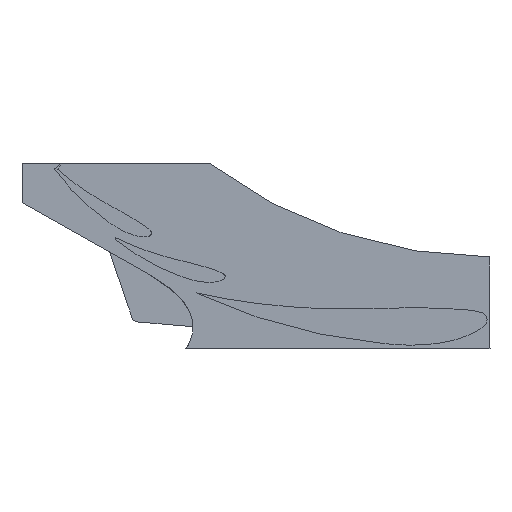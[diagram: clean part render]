
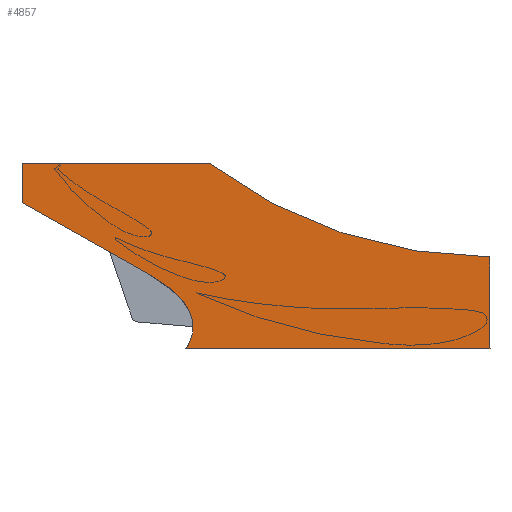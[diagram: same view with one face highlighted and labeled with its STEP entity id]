
A CAD part, front view. The second image highlights one B-rep face of the part: STEP entity #4857.
In plain terms, the highlighted planar face has unit normal (0, -1, 0).
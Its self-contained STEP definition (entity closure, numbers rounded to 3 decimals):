
#18=B_SPLINE_CURVE_WITH_KNOTS('',3,(#7951,#7952,#7953,#7954,#7955,#7956,
#7957,#7958,#7959,#7960,#7961,#7962,#7963,#7964,#7965,#7966,#7967,#7968,
#7969,#7970,#7971,#7972,#7973,#7974,#7975,#7976,#7977,#7978,#7979,#7980,
#7981),.UNSPECIFIED.,.F.,.F.,(4,3,3,3,3,3,3,3,3,3,4),(1.57,
2.139,3.334,4.022,4.836,5.525,
6.586,7.659,8.924,10.411,11.898),
 .UNSPECIFIED.);
#264=FACE_OUTER_BOUND('',#541,.T.);
#541=EDGE_LOOP('',(#3424,#3425,#3426,#3427,#3428,#3429,#3430));
#849=LINE('',#7895,#1208);
#852=LINE('',#7900,#1211);
#854=LINE('',#7904,#1213);
#857=LINE('',#7985,#1216);
#859=LINE('',#7989,#1218);
#1208=VECTOR('',#6112,10.);
#1211=VECTOR('',#6117,10.);
#1213=VECTOR('',#6121,10.);
#1216=VECTOR('',#6126,10.);
#1218=VECTOR('',#6130,10.);
#1633=CIRCLE('',#5260,500.);
#2081=VERTEX_POINT('',#7892);
#2082=VERTEX_POINT('',#7894);
#2083=VERTEX_POINT('',#7898);
#2084=VERTEX_POINT('',#7902);
#2085=VERTEX_POINT('',#7949);
#2086=VERTEX_POINT('',#7983);
#2087=VERTEX_POINT('',#7987);
#2601=EDGE_CURVE('',#2081,#2082,#849,.T.);
#2604=EDGE_CURVE('',#2083,#2081,#852,.T.);
#2606=EDGE_CURVE('',#2084,#2083,#854,.T.);
#2608=EDGE_CURVE('',#2085,#2084,#18,.T.);
#2610=EDGE_CURVE('',#2086,#2085,#857,.T.);
#2612=EDGE_CURVE('',#2087,#2086,#859,.T.);
#2613=EDGE_CURVE('',#2082,#2087,#1633,.T.);
#3424=ORIENTED_EDGE('',*,*,#2613,.F.);
#3425=ORIENTED_EDGE('',*,*,#2601,.F.);
#3426=ORIENTED_EDGE('',*,*,#2604,.F.);
#3427=ORIENTED_EDGE('',*,*,#2606,.F.);
#3428=ORIENTED_EDGE('',*,*,#2608,.F.);
#3429=ORIENTED_EDGE('',*,*,#2610,.F.);
#3430=ORIENTED_EDGE('',*,*,#2612,.F.);
#4791=PLANE('',#5261);
#4857=ADVANCED_FACE('',(#264),#4791,.F.);
#5260=AXIS2_PLACEMENT_3D('',#7991,#6133,#6134);
#5261=AXIS2_PLACEMENT_3D('',#7992,#6135,#6136);
#6112=DIRECTION('',(1.,0.,0.));
#6117=DIRECTION('',(0.,0.,1.));
#6121=DIRECTION('',(-0.871,0.,0.491));
#6126=DIRECTION('',(-1.,0.,0.));
#6130=DIRECTION('',(0.,0.,-1.));
#6133=DIRECTION('center_axis',(0.,-1.,0.));
#6134=DIRECTION('ref_axis',(0.,0.,
-1.));
#6135=DIRECTION('center_axis',(0.,1.,0.));
#6136=DIRECTION('ref_axis',(0.,0.,1.));
#7892=CARTESIAN_POINT('',(-489.188,-659.,166.787));
#7894=CARTESIAN_POINT('',(-289.188,-659.,166.787));
#7895=CARTESIAN_POINT('',(-289.188,-659.,166.787));
#7898=CARTESIAN_POINT('',(-489.188,-659.,124.673));
#7900=CARTESIAN_POINT('',(-489.188,-659.,166.787));
#7902=CARTESIAN_POINT('',(-355.242,-659.,49.204));
#7904=CARTESIAN_POINT('',(-489.188,-659.,124.673));
#7949=CARTESIAN_POINT('',(-314.035,-659.,-31.213));
#7951=CARTESIAN_POINT('Ctrl Pts',(-314.035,-659.,-31.213));
#7952=CARTESIAN_POINT('Ctrl Pts',(-312.99,-659.,-29.629));
#7953=CARTESIAN_POINT('Ctrl Pts',(-312.023,-659.,-27.993));
#7954=CARTESIAN_POINT('Ctrl Pts',(-311.153,-659.,-26.307));
#7955=CARTESIAN_POINT('Ctrl Pts',(-309.327,-659.,-22.766));
#7956=CARTESIAN_POINT('Ctrl Pts',(-307.935,-659.,-18.991));
#7957=CARTESIAN_POINT('Ctrl Pts',(-307.175,-659.,-15.081));
#7958=CARTESIAN_POINT('Ctrl Pts',(-306.738,-659.,-12.83));
#7959=CARTESIAN_POINT('Ctrl Pts',(-306.511,-659.,-10.538));
#7960=CARTESIAN_POINT('Ctrl Pts',(-306.509,-659.,-8.246));
#7961=CARTESIAN_POINT('Ctrl Pts',(-306.506,-659.,-5.531));
#7962=CARTESIAN_POINT('Ctrl Pts',(-306.82,-659.,-2.817));
#7963=CARTESIAN_POINT('Ctrl Pts',(-307.423,-659.,-0.168));
#7964=CARTESIAN_POINT('Ctrl Pts',(-307.933,-659.,2.07));
#7965=CARTESIAN_POINT('Ctrl Pts',(-308.646,-659.,4.262));
#7966=CARTESIAN_POINT('Ctrl Pts',(-309.526,-659.,6.382));
#7967=CARTESIAN_POINT('Ctrl Pts',(-310.88,-659.,9.648));
#7968=CARTESIAN_POINT('Ctrl Pts',(-312.624,-659.,12.745));
#7969=CARTESIAN_POINT('Ctrl Pts',(-314.622,-659.,15.661));
#7970=CARTESIAN_POINT('Ctrl Pts',(-316.644,-659.,18.612));
#7971=CARTESIAN_POINT('Ctrl Pts',(-318.925,-659.,21.381));
#7972=CARTESIAN_POINT('Ctrl Pts',(-321.37,-659.,23.993));
#7973=CARTESIAN_POINT('Ctrl Pts',(-324.251,-659.,27.071));
#7974=CARTESIAN_POINT('Ctrl Pts',(-327.362,-659.,29.933));
#7975=CARTESIAN_POINT('Ctrl Pts',(-330.611,-659.,32.623));
#7976=CARTESIAN_POINT('Ctrl Pts',(-334.431,-659.,35.786));
#7977=CARTESIAN_POINT('Ctrl Pts',(-338.442,-659.,38.712));
#7978=CARTESIAN_POINT('Ctrl Pts',(-342.564,-659.,41.458));
#7979=CARTESIAN_POINT('Ctrl Pts',(-346.687,-659.,44.204));
#7980=CARTESIAN_POINT('Ctrl Pts',(-350.922,-659.,46.771));
#7981=CARTESIAN_POINT('Ctrl Pts',(-355.242,-659.,49.204));
#7983=CARTESIAN_POINT('',(10.812,-659.,-31.213));
#7985=CARTESIAN_POINT('',(-314.035,-659.,-31.213));
#7987=CARTESIAN_POINT('',(10.812,-659.,66.787));
#7989=CARTESIAN_POINT('',(10.812,-659.,-31.213));
#7991=CARTESIAN_POINT('Origin',(10.812,-659.,566.787));
#7992=CARTESIAN_POINT('Origin',(-238.564,-659.,61.362));
